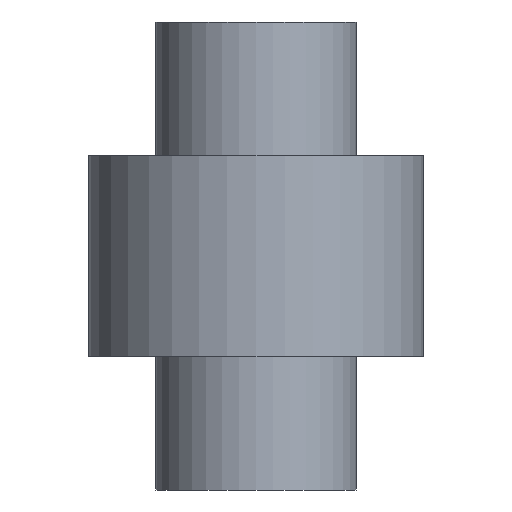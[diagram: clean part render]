
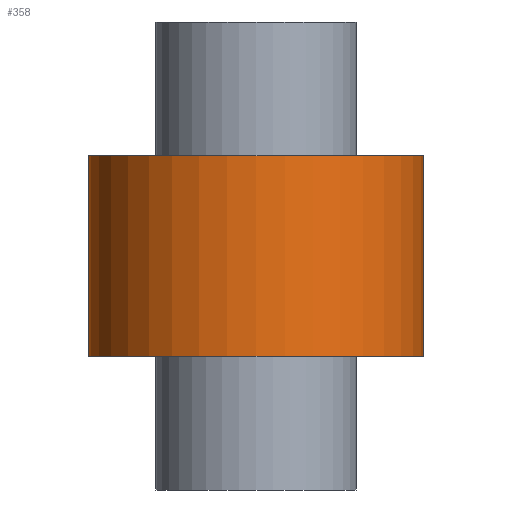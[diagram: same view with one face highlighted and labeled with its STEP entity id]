
A CAD part, left-side view. The second image highlights one B-rep face of the part: STEP entity #358.
In plain terms, the highlighted cylindrical face has radius 25 mm (diameter 50 mm), a partial arc.
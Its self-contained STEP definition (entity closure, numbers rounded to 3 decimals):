
#49=FACE_OUTER_BOUND('',#71,.T.);
#71=EDGE_LOOP('',(#312,#313,#314,#315));
#103=LINE('',#609,#133);
#107=LINE('',#616,#137);
#133=VECTOR('',#504,10.);
#137=VECTOR('',#510,10.);
#154=CIRCLE('',#409,25.);
#155=CIRCLE('',#410,25.);
#184=VERTEX_POINT('',#606);
#185=VERTEX_POINT('',#608);
#186=VERTEX_POINT('',#612);
#187=VERTEX_POINT('',#614);
#229=EDGE_CURVE('',#184,#185,#103,.T.);
#233=EDGE_CURVE('',#186,#187,#107,.T.);
#234=EDGE_CURVE('',#184,#186,#154,.T.);
#235=EDGE_CURVE('',#185,#187,#155,.T.);
#312=ORIENTED_EDGE('',*,*,#234,.T.);
#313=ORIENTED_EDGE('',*,*,#233,.T.);
#314=ORIENTED_EDGE('',*,*,#235,.F.);
#315=ORIENTED_EDGE('',*,*,#229,.F.);
#340=CYLINDRICAL_SURFACE('',#408,25.);
#358=ADVANCED_FACE('',(#49),#340,.T.);
#408=AXIS2_PLACEMENT_3D('',#617,#511,#512);
#409=AXIS2_PLACEMENT_3D('',#618,#513,#514);
#410=AXIS2_PLACEMENT_3D('',#619,#515,#516);
#504=DIRECTION('',(0.,0.,1.));
#510=DIRECTION('',(0.,0.,1.));
#511=DIRECTION('center_axis',(0.,0.,1.));
#512=DIRECTION('ref_axis',(0.,1.,0.));
#513=DIRECTION('center_axis',(0.,0.,1.));
#514=DIRECTION('ref_axis',(0.,1.,0.));
#515=DIRECTION('center_axis',(0.,0.,1.));
#516=DIRECTION('ref_axis',(0.,1.,0.));
#606=CARTESIAN_POINT('',(0.,25.,0.));
#608=CARTESIAN_POINT('',(0.,25.,30.));
#609=CARTESIAN_POINT('',(0.,25.,0.));
#612=CARTESIAN_POINT('',(0.,-25.,0.));
#614=CARTESIAN_POINT('',(0.,-25.,30.));
#616=CARTESIAN_POINT('',(0.,-25.,0.));
#617=CARTESIAN_POINT('Origin',(0.,0.,0.));
#618=CARTESIAN_POINT('Origin',(0.,0.,0.));
#619=CARTESIAN_POINT('Origin',(0.,0.,30.));
